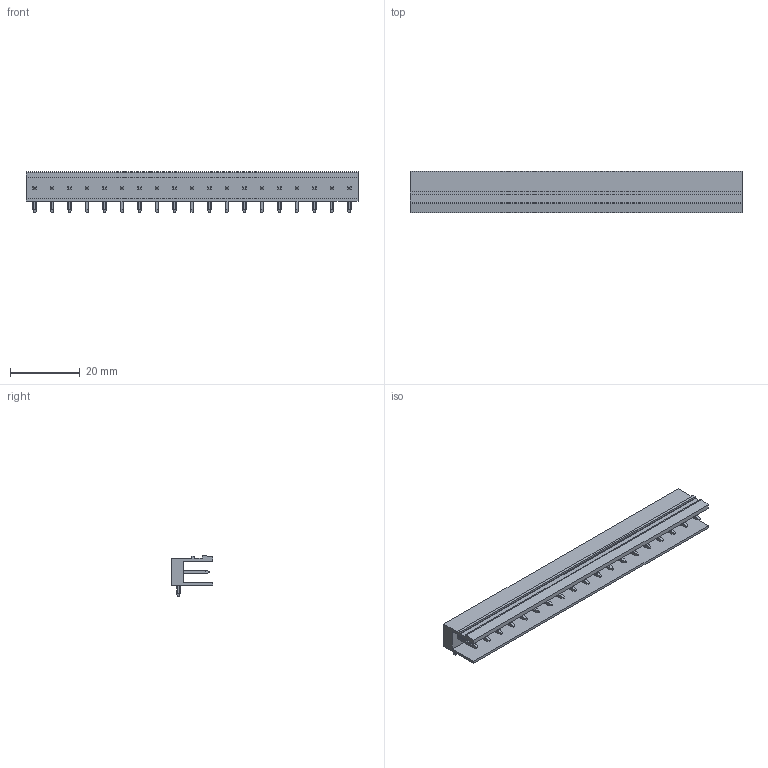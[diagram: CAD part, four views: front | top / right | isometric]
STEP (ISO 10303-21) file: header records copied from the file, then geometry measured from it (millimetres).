
FILE_DESCRIPTION(('CATIA V5 STEP Exchange','CAx-IF Rec.Pracs.--- Model Styling and Organization---1.2---2011-12-15'),'2;1');
FILE_NAME ('D1452878_0_1571290000_1571290000.stp','2018-10-13T05:06:42+00:00',('none'),('Weidmueller'),'CATIA Version 5-6 Release 2014','CATIA V5 STEP AP214','none');
FILE_SCHEMA(('AUTOMOTIVE_DESIGN { 1 0 10303 214 1 1 1 1 }'));
Length unit declared in the file: millimetre
Products named in the file (1): 1571290000
Bounding box: 95 x 12 x 11.7 mm (x, y, z)
Volume: 4252.6 mm3; surface area: 7080.7 mm2
Topology: 20 solids, 20 shells, 741 faces, 1951 edges, 1250 vertices
Faces by surface type: plane 435, cylinder 306
Entity records: 20520 total; most frequent: CARTESIAN_POINT 4986, ORIENTED_EDGE 3902, EDGE_CURVE 1945, DIRECTION 1921, VERTEX_POINT 1242, VECTOR 1185, LINE 1185, EDGE_LOOP 779
